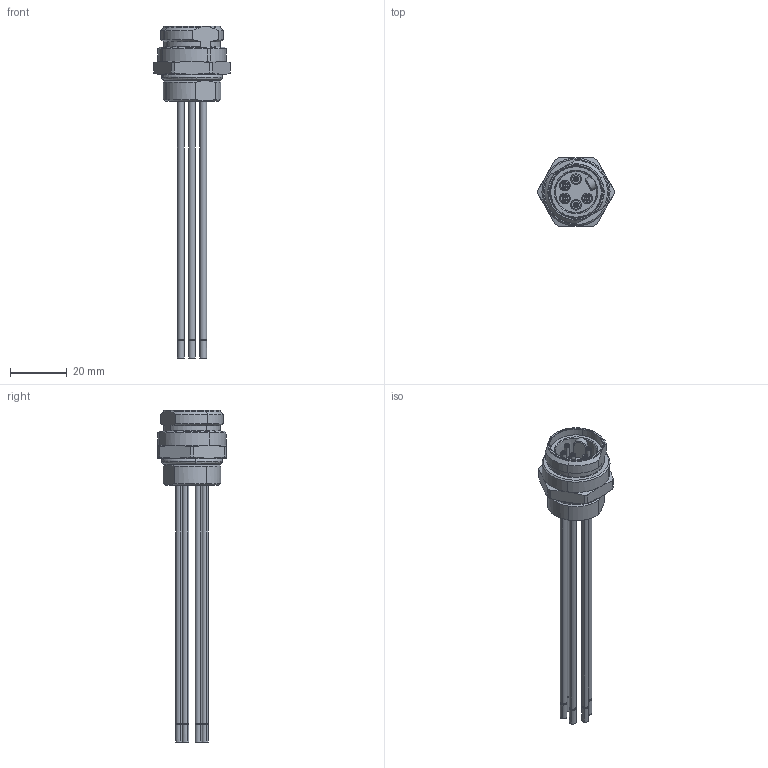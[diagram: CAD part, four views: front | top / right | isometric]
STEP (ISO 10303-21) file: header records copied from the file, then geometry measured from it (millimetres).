
FILE_DESCRIPTION(('CATIA V5 STEP Exchange','CAx-IF Rec.Pracs.--- Model Styling and Organization---1.4--- 2014-01-23'),'2;1');
FILE_NAME ('010794-2_0', '2020-12-31T15:33:26+00:00', ('none'), ('Weidmueller'), 'CATIA Version 5-6 Release 2016 SP3 HF44', 'CATIA V5 STEP AP214', 'none');
FILE_SCHEMA(('AUTOMOTIVE_DESIGN { 1 0 10303 214 1 1 1 1 }'));
Length unit declared in the file: millimetre
Products named in the file (1): 1292480000
Bounding box: 27 x 24 x 117.1 mm (x, y, z)
Volume: 10329.9 mm3; surface area: 10185.2 mm2
Topology: 4 solids, 4 shells, 262 faces, 571 edges, 348 vertices
Faces by surface type: cylinder 109, plane 55, cone 52, torus 22, bspline 20, sphere 4
Entity records: 7705 total; most frequent: CARTESIAN_POINT 2389, ORIENTED_EDGE 1142, DIRECTION 909, EDGE_CURVE 571, AXIS2_PLACEMENT_3D 504, VERTEX_POINT 348, EDGE_LOOP 305, CIRCLE 268
